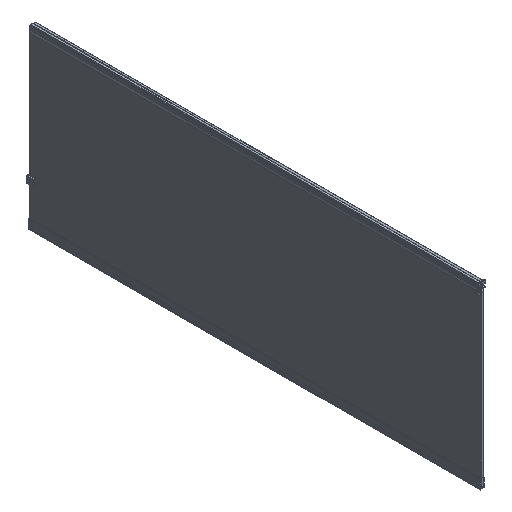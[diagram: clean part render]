
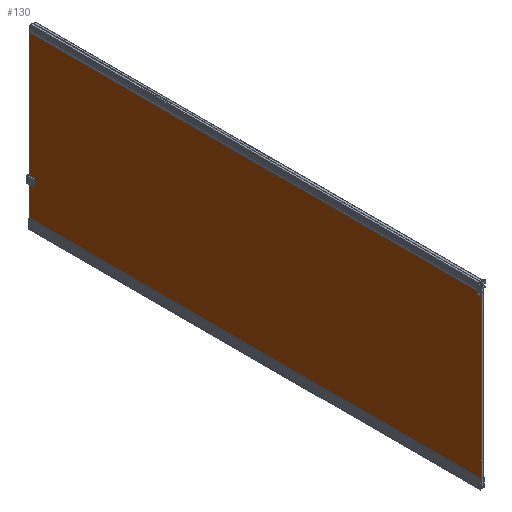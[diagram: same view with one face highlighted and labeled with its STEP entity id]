
A CAD part, isometric view. The second image highlights one B-rep face of the part: STEP entity #130.
In plain terms, the highlighted planar face has unit normal (-1, 0, 0).
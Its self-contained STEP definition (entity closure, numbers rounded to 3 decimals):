
#14=DIRECTION('',(0.,0.,1.));
#15=VECTOR('',#14,738.);
#16=CARTESIAN_POINT('',(0.,975.,-369.));
#17=LINE('',#16,#15);
#22=DIRECTION('',(0.,-1.,0.));
#23=VECTOR('',#22,1950.);
#24=CARTESIAN_POINT('',(0.,975.,369.));
#25=LINE('',#24,#23);
#29=DIRECTION('',(0.,0.,-1.));
#30=VECTOR('',#29,738.);
#31=CARTESIAN_POINT('',(0.,-975.,369.));
#32=LINE('',#31,#30);
#36=DIRECTION('',(0.,1.,0.));
#37=VECTOR('',#36,1950.);
#38=CARTESIAN_POINT('',(0.,-975.,-369.));
#39=LINE('',#38,#37);
#99=CARTESIAN_POINT('',(0.,975.,-369.));
#100=CARTESIAN_POINT('',(0.,975.,369.));
#101=VERTEX_POINT('',#99);
#102=VERTEX_POINT('',#100);
#103=CARTESIAN_POINT('',(0.,-975.,369.));
#104=VERTEX_POINT('',#103);
#105=CARTESIAN_POINT('',(0.,-975.,-369.));
#106=VERTEX_POINT('',#105);
#115=CARTESIAN_POINT('',(0.,0.,0.));
#116=DIRECTION('',(1.,0.,0.));
#117=DIRECTION('',(0.,-1.,0.));
#118=AXIS2_PLACEMENT_3D('',#115,#116,#117);
#119=PLANE('',#118);
#121=ORIENTED_EDGE('',*,*,#120,.T.);
#123=ORIENTED_EDGE('',*,*,#122,.T.);
#125=ORIENTED_EDGE('',*,*,#124,.T.);
#127=ORIENTED_EDGE('',*,*,#126,.T.);
#128=EDGE_LOOP('',(#121,#123,#125,#127));
#129=FACE_OUTER_BOUND('',#128,.F.);
#120=EDGE_CURVE('',#101,#102,#17,.T.);
#122=EDGE_CURVE('',#102,#104,#25,.T.);
#124=EDGE_CURVE('',#104,#106,#32,.T.);
#126=EDGE_CURVE('',#106,#101,#39,.T.);
#130=ADVANCED_FACE('',(#129),#119,.F.);
